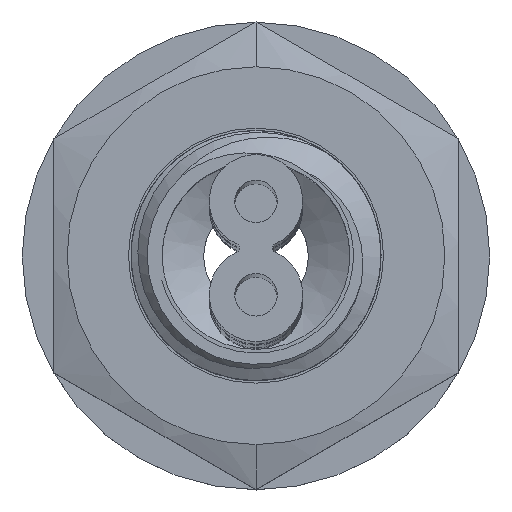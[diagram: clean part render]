
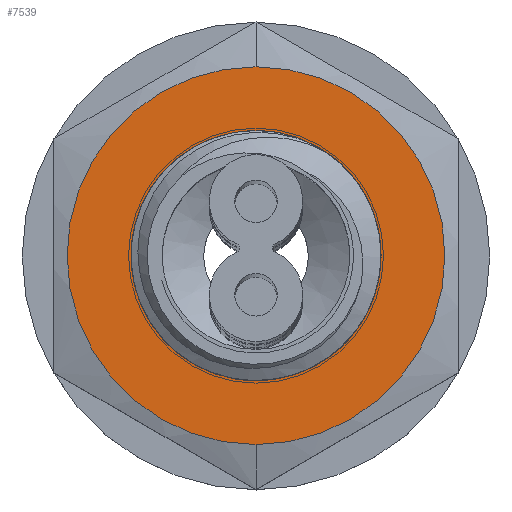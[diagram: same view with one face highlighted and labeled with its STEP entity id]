
A CAD part, top view. The second image highlights one B-rep face of the part: STEP entity #7539.
In plain terms, the highlighted planar face has unit normal (0, 0, 1).
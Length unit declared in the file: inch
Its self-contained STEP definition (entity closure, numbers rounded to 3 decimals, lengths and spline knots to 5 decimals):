
#7234=CARTESIAN_POINT('',(0.,0.,0.0625));
#7235=DIRECTION('',(0.,0.,1.));
#7236=DIRECTION('',(-1.,0.,0.));
#7237=AXIS2_PLACEMENT_3D('',#7234,#7235,#7236);
#7239=CARTESIAN_POINT('',(0.,0.,0.0625));
#7240=DIRECTION('',(0.,0.,1.));
#7241=DIRECTION('',(1.,0.,0.));
#7242=AXIS2_PLACEMENT_3D('',#7239,#7240,#7241);
#7244=CARTESIAN_POINT('',(0.,0.,0.0625));
#7245=DIRECTION('',(0.,0.,-1.));
#7246=DIRECTION('',(0.,1.,0.));
#7247=AXIS2_PLACEMENT_3D('',#7244,#7245,#7246);
#7249=CARTESIAN_POINT('',(0.,0.,0.0625));
#7250=DIRECTION('',(0.,0.,-1.));
#7251=DIRECTION('',(0.,-1.,0.));
#7252=AXIS2_PLACEMENT_3D('',#7249,#7250,#7251);
#7454=CARTESIAN_POINT('',(-0.1035,0.,0.0625));
#7455=CARTESIAN_POINT('',(0.1035,0.,0.0625));
#7456=VERTEX_POINT('',#7454);
#7457=VERTEX_POINT('',#7455);
#7462=CARTESIAN_POINT('',(0.,0.175,0.0625));
#7463=CARTESIAN_POINT('',(0.,-0.175,0.0625));
#7464=VERTEX_POINT('',#7462);
#7465=VERTEX_POINT('',#7463);
#7524=CARTESIAN_POINT('',(0.,0.,0.0625));
#7525=DIRECTION('',(0.,0.,1.));
#7526=DIRECTION('',(1.,0.,0.));
#7527=AXIS2_PLACEMENT_3D('',#7524,#7525,#7526);
#7528=PLANE('',#7527);
#7530=ORIENTED_EDGE('',*,*,#7529,.T.);
#7532=ORIENTED_EDGE('',*,*,#7531,.T.);
#7533=EDGE_LOOP('',(#7530,#7532));
#7534=FACE_OUTER_BOUND('',#7533,.F.);
#7535=ORIENTED_EDGE('',*,*,#7504,.T.);
#7536=ORIENTED_EDGE('',*,*,#7518,.T.);
#7537=EDGE_LOOP('',(#7535,#7536));
#7538=FACE_BOUND('',#7537,.F.);
#7539=ADVANCED_FACE('',(#7534,#7538),#7528,.T.);
#7238=CIRCLE('',#7237,0.1035);
#7243=CIRCLE('',#7242,0.1035);
#7248=CIRCLE('',#7247,0.175);
#7253=CIRCLE('',#7252,0.175);
#7504=EDGE_CURVE('',#7456,#7457,#7238,.T.);
#7518=EDGE_CURVE('',#7457,#7456,#7243,.T.);
#7529=EDGE_CURVE('',#7464,#7465,#7248,.T.);
#7531=EDGE_CURVE('',#7465,#7464,#7253,.T.);
